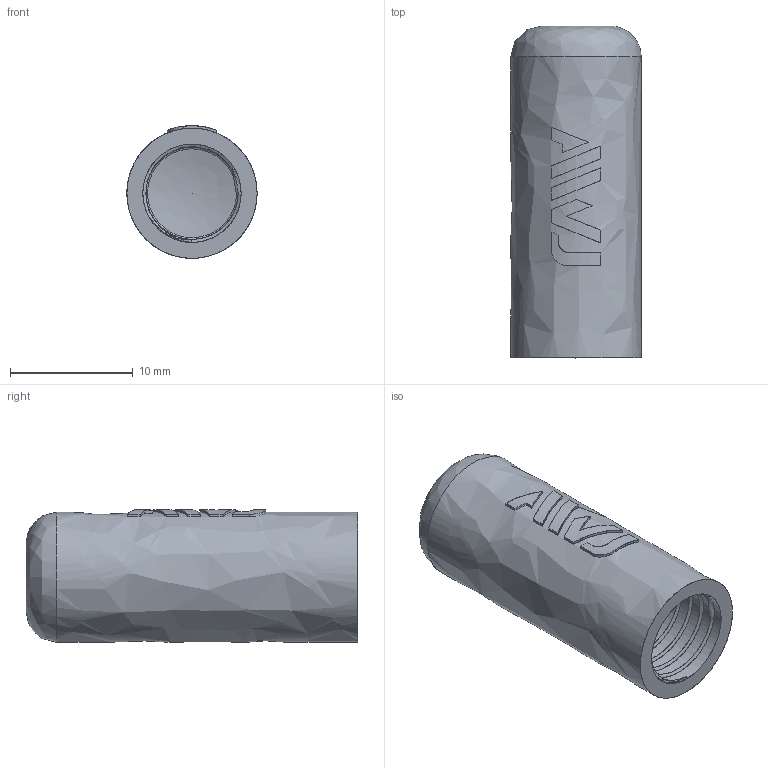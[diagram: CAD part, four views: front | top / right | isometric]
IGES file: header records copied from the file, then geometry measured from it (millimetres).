
Start section: TOPSOLID 254 l'Occitanne, 31670 LABEGE, France Tel   : +33 (0)5 61 00 03 00 Fax   : +33 (0)5 61 00 03 03 Email : 
Global section: file name: M8�EW516.igs; native system: TopSolid v622200 TOPSOLID; preprocessor: IGES preprocessor v100000; author: nakao; organization: �R�_�}�R�[�|���[�V�����?�����,; date: 230410.195312; units: millimetre
Bounding box: 10.6 x 27 x 10.8 mm (x, y, z)
Surface area: 2097.8 mm2 (no closed solid volume)
Topology: 0 solids, 0 shells, 78 faces, 495 edges, 489 vertices
Faces by surface type: bspline 78
